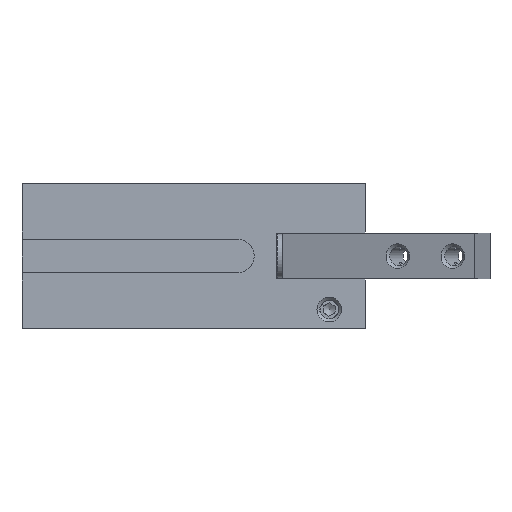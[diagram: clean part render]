
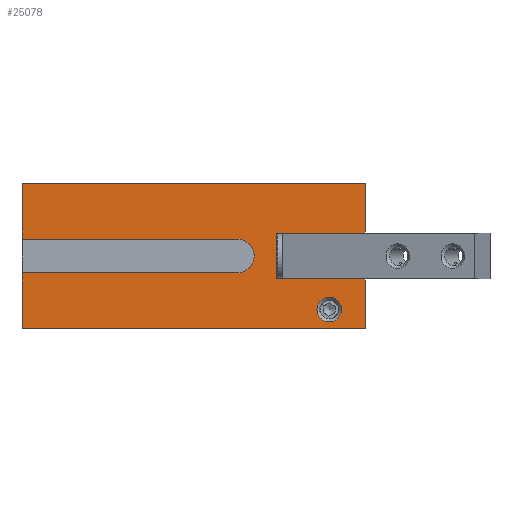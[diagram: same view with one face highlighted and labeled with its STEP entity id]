
A CAD part, left-side view. The second image highlights one B-rep face of the part: STEP entity #25078.
In plain terms, the highlighted planar face has unit normal (-1, 0, 0).
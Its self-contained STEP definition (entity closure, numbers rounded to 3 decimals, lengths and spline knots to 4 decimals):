
#340=CIRCLE($,#25839,0.29);
#355=CIRCLE($,#25878,0.2121);
#637=FACE_BOUND($,#4084,.T.);
#1166=PLANE($,#25877);
#2494=FACE_OUTER_BOUND($,#4083,.T.);
#4083=EDGE_LOOP($,(#22699,#22700,#22701,#22702,#22703,#22704,#22705,#22706,
#22707,#22708,#22709,#22710));
#4084=EDGE_LOOP($,(#22711));
#4929=LINE($,#33632,#6764);
#5294=LINE($,#36967,#7129);
#6039=LINE($,#49911,#7874);
#6042=LINE($,#49917,#7877);
#6045=LINE($,#49926,#7880);
#6052=LINE($,#49938,#7887);
#6055=LINE($,#49946,#7890);
#6061=LINE($,#50083,#7896);
#6067=LINE($,#50095,#7902);
#6100=LINE($,#50226,#7935);
#6101=LINE($,#50227,#7936);
#6764=VECTOR($,#27130,5.9);
#7129=VECTOR($,#27691,5.9);
#7874=VECTOR($,#29006,0.855);
#7877=VECTOR($,#29011,0.855);
#7880=VECTOR($,#29018,0.79);
#7887=VECTOR($,#29027,1.52);
#7890=VECTOR($,#29036,1.52);
#7896=VECTOR($,#29106,3.7);
#7902=VECTOR($,#29114,3.7);
#7935=VECTOR($,#29267,0.96);
#7936=VECTOR($,#29268,0.96);
#10117=VERTEX_POINT($,#33629);
#10118=VERTEX_POINT($,#33631);
#10529=VERTEX_POINT($,#36965);
#10530=VERTEX_POINT($,#36966);
#11795=VERTEX_POINT($,#49906);
#11798=VERTEX_POINT($,#49915);
#11801=VERTEX_POINT($,#49923);
#11802=VERTEX_POINT($,#49925);
#11827=VERTEX_POINT($,#50079);
#11829=VERTEX_POINT($,#50082);
#11832=VERTEX_POINT($,#50089);
#11834=VERTEX_POINT($,#50093);
#11873=VERTEX_POINT($,#50228);
#12887=EDGE_CURVE($,#10118,#10117,#4929,.T.);
#13502=EDGE_CURVE($,#10529,#10530,#5294,.T.);
#15406=EDGE_CURVE($,#10118,#11795,#6039,.T.);
#15409=EDGE_CURVE($,#11798,#10530,#6042,.T.);
#15413=EDGE_CURVE($,#11802,#11801,#6045,.T.);
#15420=EDGE_CURVE($,#11798,#11802,#6052,.T.);
#15424=EDGE_CURVE($,#11801,#11795,#6055,.T.);
#15448=EDGE_CURVE($,#11829,#11827,#6061,.T.);
#15454=EDGE_CURVE($,#11832,#11834,#6067,.T.);
#15492=EDGE_CURVE($,#11827,#11832,#340,.T.);
#15509=EDGE_CURVE($,#10529,#11834,#6100,.T.);
#15510=EDGE_CURVE($,#11829,#10117,#6101,.T.);
#15511=EDGE_CURVE($,#11873,#11873,#355,.T.);
#22699=ORIENTED_EDGE($,*,*,#15492,.T.);
#22700=ORIENTED_EDGE($,*,*,#15454,.T.);
#22701=ORIENTED_EDGE($,*,*,#15509,.F.);
#22702=ORIENTED_EDGE($,*,*,#13502,.T.);
#22703=ORIENTED_EDGE($,*,*,#15409,.F.);
#22704=ORIENTED_EDGE($,*,*,#15420,.T.);
#22705=ORIENTED_EDGE($,*,*,#15413,.T.);
#22706=ORIENTED_EDGE($,*,*,#15424,.T.);
#22707=ORIENTED_EDGE($,*,*,#15406,.F.);
#22708=ORIENTED_EDGE($,*,*,#12887,.T.);
#22709=ORIENTED_EDGE($,*,*,#15510,.F.);
#22710=ORIENTED_EDGE($,*,*,#15448,.T.);
#22711=ORIENTED_EDGE($,*,*,#15511,.F.);
#25078=ADVANCED_FACE($,(#2494,#637),#1166,.T.);
#25839=AXIS2_PLACEMENT_3D($,#50171,#29187,#29188);
#25877=AXIS2_PLACEMENT_3D($,#50225,#29265,#29266);
#25878=AXIS2_PLACEMENT_3D($,#50229,#29269,#29270);
#27130=DIRECTION($,(0.,1.,0.));
#27691=DIRECTION($,(0.,-1.,0.));
#29006=DIRECTION($,(0.,0.,-1.));
#29011=DIRECTION($,(0.,0.,-1.));
#29018=DIRECTION($,(0.,0.,1.));
#29027=DIRECTION($,(0.,1.,0.));
#29036=DIRECTION($,(0.,-1.,0.));
#29106=DIRECTION($,(0.,-1.,0.));
#29114=DIRECTION($,(0.,1.,0.));
#29187=DIRECTION('center_axis',(1.,0.,0.));
#29188=DIRECTION('ref_axis',(0.,0.,1.));
#29265=DIRECTION('center_axis',(-1.,0.,0.));
#29266=DIRECTION('ref_axis',(0.,0.,1.));
#29267=DIRECTION($,(0.,0.,1.));
#29268=DIRECTION($,(0.,0.,1.));
#29269=DIRECTION('center_axis',(-1.,0.,0.));
#29270=DIRECTION('ref_axis',(0.,0.,-1.));
#33629=CARTESIAN_POINT('',(-1.75,2.95,1.25));
#33631=CARTESIAN_POINT('',(-1.75,-2.95,1.25));
#33632=CARTESIAN_POINT($,(-1.75,-2.95,1.25));
#36965=CARTESIAN_POINT('',(-1.75,2.95,-1.25));
#36966=CARTESIAN_POINT('',(-1.75,-2.95,-1.25));
#36967=CARTESIAN_POINT($,(-1.75,2.95,-1.25));
#49906=CARTESIAN_POINT('',(-1.75,-2.95,0.395));
#49911=CARTESIAN_POINT($,(-1.75,-2.95,1.25));
#49915=CARTESIAN_POINT('',(-1.75,-2.95,-0.395));
#49917=CARTESIAN_POINT($,(-1.75,-2.95,-0.395));
#49923=CARTESIAN_POINT('',(-1.75,-1.43,0.395));
#49925=CARTESIAN_POINT('',(-1.75,-1.43,-0.395));
#49926=CARTESIAN_POINT($,(-1.75,-1.43,-0.395));
#49938=CARTESIAN_POINT($,(-1.75,-2.95,-0.395));
#49946=CARTESIAN_POINT($,(-1.75,-1.43,0.395));
#50079=CARTESIAN_POINT('',(-1.75,-0.75,0.29));
#50082=CARTESIAN_POINT('',(-1.75,2.95,0.29));
#50083=CARTESIAN_POINT($,(-1.75,2.95,0.29));
#50089=CARTESIAN_POINT('',(-1.75,-0.75,-0.29));
#50093=CARTESIAN_POINT('',(-1.75,2.95,-0.29));
#50095=CARTESIAN_POINT($,(-1.75,-0.75,-0.29));
#50171=CARTESIAN_POINT('Origin',(-1.75,-0.75,0.));
#50225=CARTESIAN_POINT('Origin',(-1.75,-2.95,0.));
#50226=CARTESIAN_POINT($,(-1.75,2.95,-1.25));
#50227=CARTESIAN_POINT($,(-1.75,2.95,0.29));
#50228=CARTESIAN_POINT('',(-1.75,-2.33,-0.7079));
#50229=CARTESIAN_POINT('Origin',(-1.75,-2.33,-0.92));
